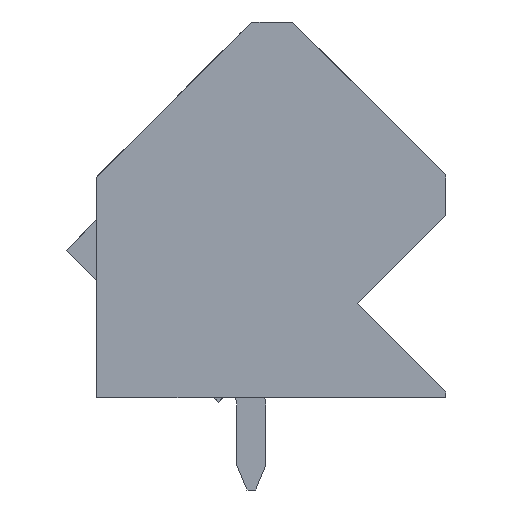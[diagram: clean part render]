
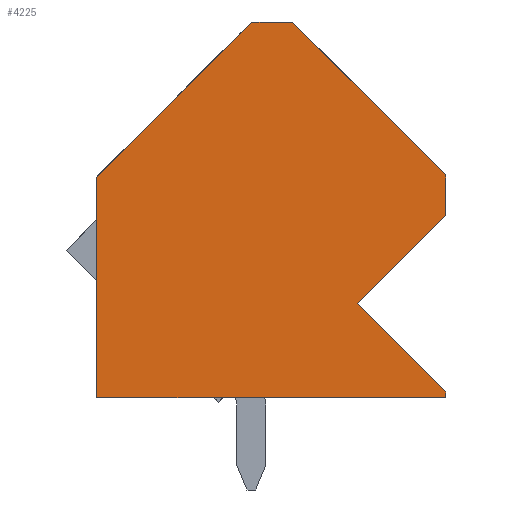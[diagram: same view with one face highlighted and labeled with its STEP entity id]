
A CAD part, left-side view. The second image highlights one B-rep face of the part: STEP entity #4225.
In plain terms, the highlighted planar face has unit normal (-1, 0, 0).
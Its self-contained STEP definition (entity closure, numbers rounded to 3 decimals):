
#4188=AXIS2_PLACEMENT_3D('Plane Axis2P3D',#4185,#4186,#4187) ;
#4005=CARTESIAN_POINT('Vertex',(0.,6.718,16.228)) ;
#4008=CARTESIAN_POINT('Line Origine',(0.,6.01,16.228)) ;
#4012=CARTESIAN_POINT('Vertex',(0.,5.303,16.228)) ;
#4054=CARTESIAN_POINT('Vertex',(0.,0.001,3.4)) ;
#4057=CARTESIAN_POINT('Line Origine',(0.,0.,3.3)) ;
#4061=CARTESIAN_POINT('Vertex',(0.,0.,3.2)) ;
#4092=CARTESIAN_POINT('Vertex',(0.,3.055,6.455)) ;
#4095=CARTESIAN_POINT('Line Origine',(0.,1.528,4.927)) ;
#4123=CARTESIAN_POINT('Vertex',(0.,0.,9.51)) ;
#4126=CARTESIAN_POINT('Line Origine',(0.,1.528,7.983)) ;
#4168=CARTESIAN_POINT('Vertex',(0.,0.,10.924)) ;
#4171=CARTESIAN_POINT('Line Origine',(0.,0.,10.217)) ;
#4185=CARTESIAN_POINT('Axis2P3D Location',(0.,0.,0.)) ;
#4190=CARTESIAN_POINT('Line Origine',(0.,9.405,13.54)) ;
#4194=CARTESIAN_POINT('Vertex',(0.,12.092,10.853)) ;
#4197=CARTESIAN_POINT('Line Origine',(0.,12.093,7.027)) ;
#4201=CARTESIAN_POINT('Vertex',(0.,12.093,3.2)) ;
#4204=CARTESIAN_POINT('Line Origine',(0.,6.046,3.2)) ;
#4209=CARTESIAN_POINT('Line Origine',(0.,2.652,13.576)) ;
#4009=DIRECTION('Vector Direction',(0.,-1.,0.)) ;
#4058=DIRECTION('Vector Direction',(0.,-0.004,-1.)) ;
#4096=DIRECTION('Vector Direction',(0.,-0.707,-0.707)) ;
#4127=DIRECTION('Vector Direction',(0.,0.707,-0.707)) ;
#4172=DIRECTION('Vector Direction',(0.,0.,-1.)) ;
#4186=DIRECTION('Axis2P3D Direction',(-1.,0.,0.)) ;
#4187=DIRECTION('Axis2P3D XDirection',(0.,0.,1.)) ;
#4191=DIRECTION('Vector Direction',(0.,-0.707,0.707)) ;
#4198=DIRECTION('Vector Direction',(0.,0.,1.)) ;
#4205=DIRECTION('Vector Direction',(0.,1.,0.)) ;
#4210=DIRECTION('Vector Direction',(0.,-0.707,-0.707)) ;
#4010=VECTOR('Line Direction',#4009,1.) ;
#4059=VECTOR('Line Direction',#4058,1.) ;
#4097=VECTOR('Line Direction',#4096,1.) ;
#4128=VECTOR('Line Direction',#4127,1.) ;
#4173=VECTOR('Line Direction',#4172,1.) ;
#4192=VECTOR('Line Direction',#4191,1.) ;
#4199=VECTOR('Line Direction',#4198,1.) ;
#4206=VECTOR('Line Direction',#4205,1.) ;
#4211=VECTOR('Line Direction',#4210,1.) ;
#4215=ORIENTED_EDGE('',*,*,#4014,.T.) ;
#4216=ORIENTED_EDGE('',*,*,#4196,.T.) ;
#4217=ORIENTED_EDGE('',*,*,#4203,.T.) ;
#4218=ORIENTED_EDGE('',*,*,#4208,.T.) ;
#4219=ORIENTED_EDGE('',*,*,#4063,.T.) ;
#4220=ORIENTED_EDGE('',*,*,#4099,.T.) ;
#4221=ORIENTED_EDGE('',*,*,#4130,.T.) ;
#4222=ORIENTED_EDGE('',*,*,#4175,.T.) ;
#4223=ORIENTED_EDGE('',*,*,#4213,.T.) ;
#4225=ADVANCED_FACE('HOUSING',(#4224),#4189,.T.) ;
#4014=EDGE_CURVE('',#4013,#4006,#4011,.F.) ;
#4063=EDGE_CURVE('',#4062,#4055,#4060,.F.) ;
#4099=EDGE_CURVE('',#4055,#4093,#4098,.F.) ;
#4130=EDGE_CURVE('',#4093,#4124,#4129,.F.) ;
#4175=EDGE_CURVE('',#4124,#4169,#4174,.F.) ;
#4196=EDGE_CURVE('',#4006,#4195,#4193,.F.) ;
#4203=EDGE_CURVE('',#4195,#4202,#4200,.F.) ;
#4208=EDGE_CURVE('',#4202,#4062,#4207,.F.) ;
#4213=EDGE_CURVE('',#4169,#4013,#4212,.F.) ;
#4214=EDGE_LOOP('',(#4215,#4216,#4217,#4218,#4219,#4220,#4221,#4222,#4223)) ;
#4224=FACE_OUTER_BOUND('',#4214,.T.) ;
#4011=LINE('Line',#4008,#4010) ;
#4060=LINE('Line',#4057,#4059) ;
#4098=LINE('Line',#4095,#4097) ;
#4129=LINE('Line',#4126,#4128) ;
#4174=LINE('Line',#4171,#4173) ;
#4193=LINE('Line',#4190,#4192) ;
#4200=LINE('Line',#4197,#4199) ;
#4207=LINE('Line',#4204,#4206) ;
#4212=LINE('Line',#4209,#4211) ;
#4189=PLANE('',#4188) ;
#4006=VERTEX_POINT('',#4005) ;
#4013=VERTEX_POINT('',#4012) ;
#4055=VERTEX_POINT('',#4054) ;
#4062=VERTEX_POINT('',#4061) ;
#4093=VERTEX_POINT('',#4092) ;
#4124=VERTEX_POINT('',#4123) ;
#4169=VERTEX_POINT('',#4168) ;
#4195=VERTEX_POINT('',#4194) ;
#4202=VERTEX_POINT('',#4201) ;
